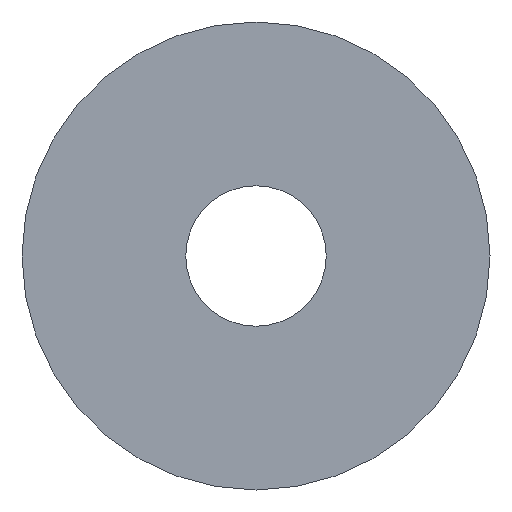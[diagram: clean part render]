
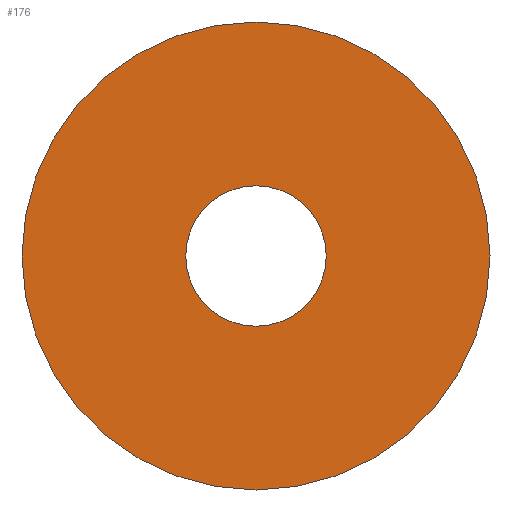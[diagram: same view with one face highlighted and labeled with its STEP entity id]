
A CAD part, front view. The second image highlights one B-rep face of the part: STEP entity #176.
In plain terms, the highlighted planar face has unit normal (0, -1, 0).
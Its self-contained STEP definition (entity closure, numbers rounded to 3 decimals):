
#19=FACE_BOUND('',#71,.T.);
#24=PLANE('',#217);
#54=FACE_OUTER_BOUND('',#70,.T.);
#70=EDGE_LOOP('',(#162));
#71=EDGE_LOOP('',(#163));
#77=CIRCLE('',#198,7.5);
#86=CIRCLE('',#215,25.);
#91=VERTEX_POINT('',#292);
#100=VERTEX_POINT('',#323);
#107=EDGE_CURVE('',#91,#91,#77,.T.);
#121=EDGE_CURVE('',#100,#100,#86,.T.);
#162=ORIENTED_EDGE('',*,*,#121,.F.);
#163=ORIENTED_EDGE('',*,*,#107,.T.);
#176=ADVANCED_FACE('',(#54,#19),#24,.F.);
#198=AXIS2_PLACEMENT_3D('',#294,#235,#236);
#215=AXIS2_PLACEMENT_3D('',#325,#274,#275);
#217=AXIS2_PLACEMENT_3D('',#327,#278,#279);
#235=DIRECTION('center_axis',(0.,1.,0.));
#236=DIRECTION('ref_axis',(-1.,0.,0.));
#274=DIRECTION('center_axis',(0.,1.,0.));
#275=DIRECTION('ref_axis',(1.,0.,0.));
#278=DIRECTION('center_axis',(0.,1.,0.));
#279=DIRECTION('ref_axis',(1.,0.,0.));
#292=CARTESIAN_POINT('',(7.5,0.,0.));
#294=CARTESIAN_POINT('Origin',(0.,0.,0.));
#323=CARTESIAN_POINT('',(-25.,0.,0.));
#325=CARTESIAN_POINT('Origin',(0.,0.,0.));
#327=CARTESIAN_POINT('Origin',(0.,0.,0.));
